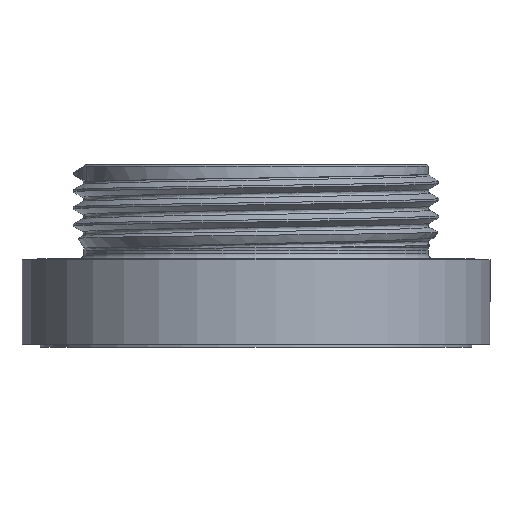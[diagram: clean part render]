
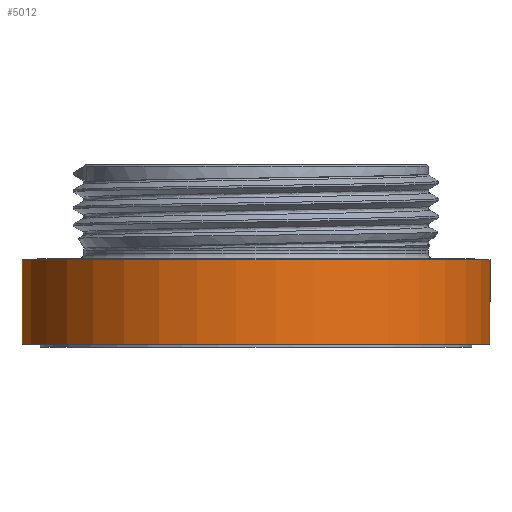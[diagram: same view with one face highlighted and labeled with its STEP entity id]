
A CAD part, left-side view. The second image highlights one B-rep face of the part: STEP entity #5012.
In plain terms, the highlighted cylindrical face has radius 20.5 mm (diameter 41 mm), a partial arc.
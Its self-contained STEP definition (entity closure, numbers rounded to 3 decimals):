
#58=LINE('',#6995,#132);
#59=LINE('',#6996,#133);
#132=VECTOR('',#5899,1000.);
#133=VECTOR('',#5900,1000.);
#484=CYLINDRICAL_SURFACE('',#5299,20.5);
#665=ORIENTED_EDGE('',*,*,#1600,.F.);
#666=ORIENTED_EDGE('',*,*,#1625,.F.);
#667=ORIENTED_EDGE('',*,*,#1608,.T.);
#668=ORIENTED_EDGE('',*,*,#1626,.T.);
#1600=EDGE_CURVE('',#2097,#2098,#2453,.T.);
#1608=EDGE_CURVE('',#2105,#2106,#2459,.T.);
#1625=EDGE_CURVE('',#2105,#2097,#58,.T.);
#1626=EDGE_CURVE('',#2106,#2098,#59,.T.);
#2097=VERTEX_POINT('',#6947);
#2098=VERTEX_POINT('',#6948);
#2105=VERTEX_POINT('',#6964);
#2106=VERTEX_POINT('',#6965);
#2453=CIRCLE('',#5281,20.5);
#2459=CIRCLE('',#5288,20.5);
#2742=EDGE_LOOP('',(#665,#666,#667,#668));
#3078=FACE_BOUND('',#2742,.T.);
#5012=ADVANCED_FACE('',(#3078),#484,.T.);
#5281=AXIS2_PLACEMENT_3D('',#6946,#5849,#5850);
#5288=AXIS2_PLACEMENT_3D('',#6963,#5865,#5866);
#5299=AXIS2_PLACEMENT_3D('',#6994,#5897,#5898);
#5849=DIRECTION('',(0.,0.,1.));
#5850=DIRECTION('',(1.,0.,0.));
#5865=DIRECTION('',(0.,0.,1.));
#5866=DIRECTION('',(1.,0.,0.));
#5897=DIRECTION('',(0.,0.,1.));
#5898=DIRECTION('',(0.,1.,0.));
#5899=DIRECTION('',(0.,0.,1.));
#5900=DIRECTION('',(0.,0.,1.));
#6946=CARTESIAN_POINT('',(0.,0.,7.5));
#6947=CARTESIAN_POINT('',(18.081,9.66,7.5));
#6948=CARTESIAN_POINT('',(18.081,-9.66,7.5));
#6963=CARTESIAN_POINT('',(0.,0.,0.12));
#6964=CARTESIAN_POINT('',(18.081,9.66,0.12));
#6965=CARTESIAN_POINT('',(18.081,-9.66,0.12));
#6994=CARTESIAN_POINT('',(0.,0.,0.12));
#6995=CARTESIAN_POINT('',(18.081,9.66,0.12));
#6996=CARTESIAN_POINT('',(18.081,-9.66,0.12));
